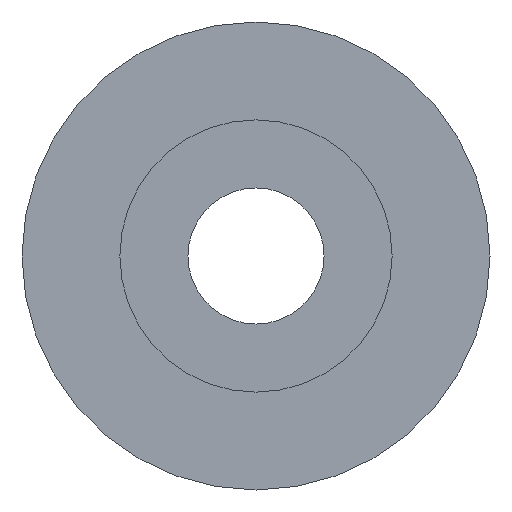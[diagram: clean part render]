
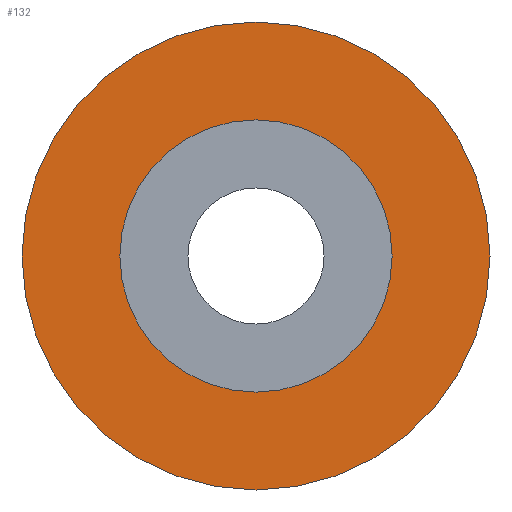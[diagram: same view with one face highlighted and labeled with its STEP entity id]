
A CAD part, front view. The second image highlights one B-rep face of the part: STEP entity #132.
In plain terms, the highlighted planar face has unit normal (0, -1, 0).
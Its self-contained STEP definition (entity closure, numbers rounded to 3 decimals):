
#11 = CIRCLE ( 'NONE', #141, 3.2 ) ;
#16 = PLANE ( 'NONE',  #212 ) ;
#52 = DIRECTION ( 'NONE',  ( 0., 0., -1. ) ) ;
#54 = DIRECTION ( 'NONE',  ( 0., -1., 0. ) ) ;
#57 = EDGE_CURVE ( 'NONE', #399, #118, #368, .T. ) ;
#68 = CARTESIAN_POINT ( 'NONE',  ( 0., 9.5, 0. ) ) ;
#87 = CARTESIAN_POINT ( 'NONE',  ( 0., 9.5, -5.5 ) ) ;
#118 = VERTEX_POINT ( 'NONE', #87 ) ;
#132 = ADVANCED_FACE ( 'NONE', ( #224, #246 ), #16, .T. ) ;
#136 = CIRCLE ( 'NONE', #160, 5.5 ) ;
#141 = AXIS2_PLACEMENT_3D ( 'NONE', #243, #241, #238 ) ;
#160 = AXIS2_PLACEMENT_3D ( 'NONE', #372, #370, #369 ) ;
#181 = EDGE_LOOP ( 'NONE', ( #412, #426 ) ) ;
#195 = CARTESIAN_POINT ( 'NONE',  ( 0., 9.5, 3.2 ) ) ;
#212 = AXIS2_PLACEMENT_3D ( 'NONE', #577, #505, #427 ) ;
#215 = VERTEX_POINT ( 'NONE', #463 ) ;
#223 = EDGE_CURVE ( 'NONE', #118, #399, #136, .T. ) ;
#224 = FACE_OUTER_BOUND ( 'NONE', #181, .T. ) ;
#238 = DIRECTION ( 'NONE',  ( 0., 0., -1. ) ) ;
#241 = DIRECTION ( 'NONE',  ( 0., -1., 0. ) ) ;
#243 = CARTESIAN_POINT ( 'NONE',  ( 0., 9.5, 0. ) ) ;
#246 = FACE_BOUND ( 'NONE', #324, .T. ) ;
#254 = EDGE_CURVE ( 'NONE', #357, #215, #11, .T. ) ;
#315 = AXIS2_PLACEMENT_3D ( 'NONE', #68, #54, #52 ) ;
#324 = EDGE_LOOP ( 'NONE', ( #450, #458 ) ) ;
#346 = AXIS2_PLACEMENT_3D ( 'NONE', #397, #395, #390 ) ;
#357 = VERTEX_POINT ( 'NONE', #195 ) ;
#365 = CIRCLE ( 'NONE', #315, 3.2 ) ;
#368 = CIRCLE ( 'NONE', #346, 5.5 ) ;
#369 = DIRECTION ( 'NONE',  ( 0., 0., -1. ) ) ;
#370 = DIRECTION ( 'NONE',  ( 0., -1., 0. ) ) ;
#372 = CARTESIAN_POINT ( 'NONE',  ( 0., 9.5, 0. ) ) ;
#390 = DIRECTION ( 'NONE',  ( 0., 0., -1. ) ) ;
#395 = DIRECTION ( 'NONE',  ( 0., -1., 0. ) ) ;
#397 = CARTESIAN_POINT ( 'NONE',  ( 0., 9.5, 0. ) ) ;
#399 = VERTEX_POINT ( 'NONE', #583 ) ;
#412 = ORIENTED_EDGE ( 'NONE', *, *, #223, .T. ) ;
#426 = ORIENTED_EDGE ( 'NONE', *, *, #57, .T. ) ;
#427 = DIRECTION ( 'NONE',  ( 0., 0., -1. ) ) ;
#450 = ORIENTED_EDGE ( 'NONE', *, *, #570, .F. ) ;
#458 = ORIENTED_EDGE ( 'NONE', *, *, #254, .F. ) ;
#463 = CARTESIAN_POINT ( 'NONE',  ( 0., 9.5, -3.2 ) ) ;
#505 = DIRECTION ( 'NONE',  ( 0., -1., 0. ) ) ;
#570 = EDGE_CURVE ( 'NONE', #215, #357, #365, .T. ) ;
#577 = CARTESIAN_POINT ( 'NONE',  ( 3.2, 9.5, 0. ) ) ;
#583 = CARTESIAN_POINT ( 'NONE',  ( 0., 9.5, 5.5 ) ) ;
